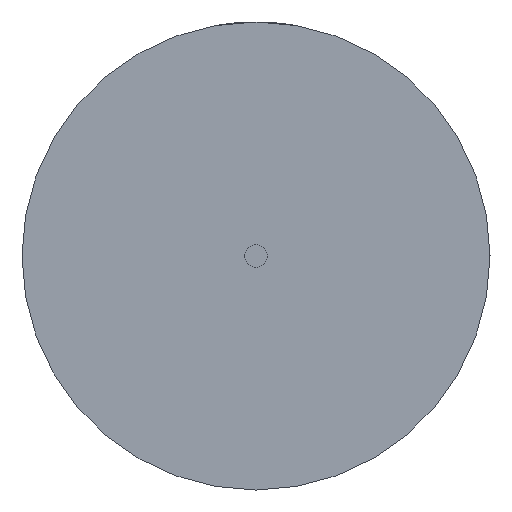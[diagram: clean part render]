
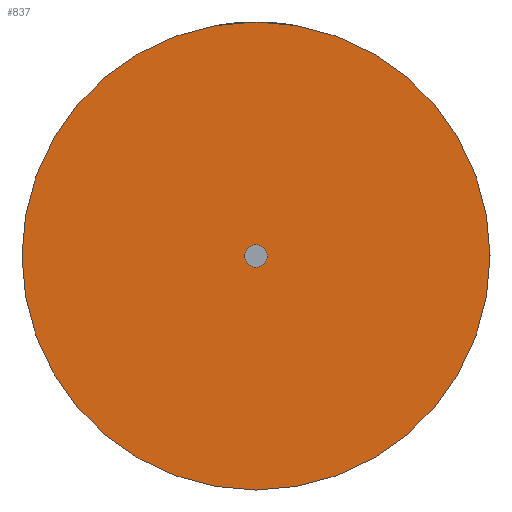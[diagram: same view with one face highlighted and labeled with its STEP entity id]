
A CAD part, left-side view. The second image highlights one B-rep face of the part: STEP entity #837.
In plain terms, the highlighted planar face has unit normal (-1, 0, 0).
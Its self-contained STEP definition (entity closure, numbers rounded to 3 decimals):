
#55 = DIRECTION ( 'NONE',  ( -1., 0., 0. ) ) ;
#82 = EDGE_CURVE ( 'NONE', #2913, #2243, #2947, .T. ) ;
#97 = CIRCLE ( 'NONE', #2942, 0.6 ) ;
#112 = DIRECTION ( 'NONE',  ( -1., 0., 0. ) ) ;
#176 = FACE_BOUND ( 'NONE', #459, .T. ) ;
#292 = ORIENTED_EDGE ( 'NONE', *, *, #82, .F. ) ;
#459 = EDGE_LOOP ( 'NONE', ( #2930, #292 ) ) ;
#532 = DIRECTION ( 'NONE',  ( -1., 0., 0. ) ) ;
#664 = CARTESIAN_POINT ( 'NONE',  ( -0.005, 0., 0. ) ) ;
#692 = DIRECTION ( 'NONE',  ( 0., 0., 1. ) ) ;
#730 = EDGE_CURVE ( 'NONE', #2967, #920, #2342, .T. ) ;
#772 = CARTESIAN_POINT ( 'NONE',  ( -0.005, 0., 0.6 ) ) ;
#806 = AXIS2_PLACEMENT_3D ( 'NONE', #2085, #532, #1318 ) ;
#808 = FACE_OUTER_BOUND ( 'NONE', #2956, .T. ) ;
#836 = AXIS2_PLACEMENT_3D ( 'NONE', #664, #2912, #692 ) ;
#837 = ADVANCED_FACE ( 'NONE', ( #808, #176 ), #1871, .T. ) ;
#920 = VERTEX_POINT ( 'NONE', #3085 ) ;
#952 = CIRCLE ( 'NONE', #836, 12.5 ) ;
#1147 = CARTESIAN_POINT ( 'NONE',  ( -0.005, 0., 0. ) ) ;
#1318 = DIRECTION ( 'NONE',  ( 0., 0., 1. ) ) ;
#1352 = DIRECTION ( 'NONE',  ( 0., 0., 1. ) ) ;
#1492 = AXIS2_PLACEMENT_3D ( 'NONE', #2615, #2821, #1352 ) ;
#1594 = DIRECTION ( 'NONE',  ( 0., 0., 1. ) ) ;
#1710 = AXIS2_PLACEMENT_3D ( 'NONE', #2566, #55, #1594 ) ;
#1834 = ORIENTED_EDGE ( 'NONE', *, *, #730, .T. ) ;
#1871 = PLANE ( 'NONE',  #1492 ) ;
#1876 = DIRECTION ( 'NONE',  ( 0., 0., 1. ) ) ;
#2065 = CARTESIAN_POINT ( 'NONE',  ( -0.005, 0., 12.5 ) ) ;
#2085 = CARTESIAN_POINT ( 'NONE',  ( -0.005, 0., 0. ) ) ;
#2243 = VERTEX_POINT ( 'NONE', #2512 ) ;
#2342 = CIRCLE ( 'NONE', #806, 12.5 ) ;
#2512 = CARTESIAN_POINT ( 'NONE',  ( -0.005, 0., -0.6 ) ) ;
#2566 = CARTESIAN_POINT ( 'NONE',  ( -0.005, 0., 0. ) ) ;
#2615 = CARTESIAN_POINT ( 'NONE',  ( -0.005, 0., 0. ) ) ;
#2821 = DIRECTION ( 'NONE',  ( -1., 0., 0. ) ) ;
#2912 = DIRECTION ( 'NONE',  ( -1., 0., 0. ) ) ;
#2913 = VERTEX_POINT ( 'NONE', #772 ) ;
#2930 = ORIENTED_EDGE ( 'NONE', *, *, #3025, .F. ) ;
#2942 = AXIS2_PLACEMENT_3D ( 'NONE', #1147, #112, #1876 ) ;
#2947 = CIRCLE ( 'NONE', #1710, 0.6 ) ;
#2956 = EDGE_LOOP ( 'NONE', ( #3164, #1834 ) ) ;
#2967 = VERTEX_POINT ( 'NONE', #2065 ) ;
#3025 = EDGE_CURVE ( 'NONE', #2243, #2913, #97, .T. ) ;
#3085 = CARTESIAN_POINT ( 'NONE',  ( -0.005, 0., -12.5 ) ) ;
#3139 = EDGE_CURVE ( 'NONE', #920, #2967, #952, .T. ) ;
#3164 = ORIENTED_EDGE ( 'NONE', *, *, #3139, .T. ) ;
